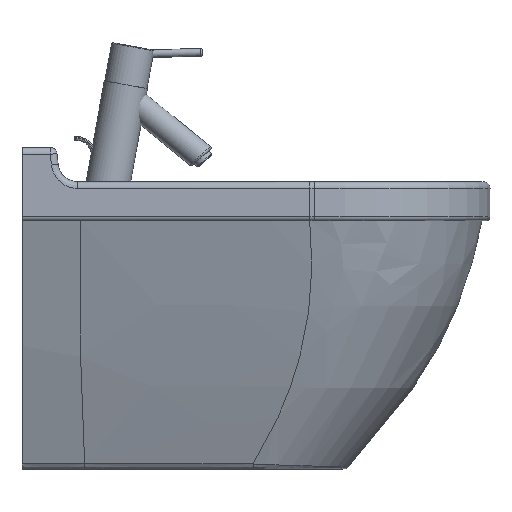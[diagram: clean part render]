
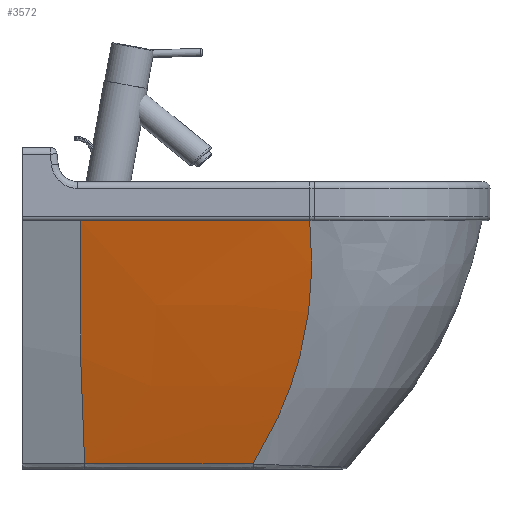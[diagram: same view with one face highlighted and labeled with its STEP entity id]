
A CAD part, front view. The second image highlights one B-rep face of the part: STEP entity #3572.
In plain terms, the highlighted free-form (B-spline) face has degree [3, 3] with [4, 4] control points.
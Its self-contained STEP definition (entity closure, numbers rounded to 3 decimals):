
#2598=CARTESIAN_POINT('',(378.252,-52.31,-289.652));
#2599=VERTEX_POINT('',#2598);
#2622=CARTESIAN_POINT('',(378.252,-52.309,-289.652));
#2623=VERTEX_POINT('',#2622);
#2624=CARTESIAN_POINT('',(378.252,-52.31,-289.652));
#2625=CARTESIAN_POINT('',(378.252,-52.31,-289.652));
#2626=CARTESIAN_POINT('',(378.252,-52.31,-289.652));
#2627=CARTESIAN_POINT('',(378.252,-52.309,-289.652));
#2628=B_SPLINE_CURVE_WITH_KNOTS('',3,(#2624,#2625,#2626,#2627),.UNSPECIFIED.,.F.,.U.,(4,4),(0.,0.0),.UNSPECIFIED.);
#2629=EDGE_CURVE('',#2599,#2623,#2628,.T.);
#2707=CARTESIAN_POINT('',(205.384,-52.127,-289.677));
#2708=VERTEX_POINT('',#2707);
#2719=CARTESIAN_POINT('',(378.252,-52.31,-289.652));
#2720=VERTEX_POINT('',#2719);
#2721=CARTESIAN_POINT('',(205.384,-52.127,-289.677));
#2722=CARTESIAN_POINT('',(263.007,-52.188,-289.669));
#2723=CARTESIAN_POINT('',(320.629,-52.249,-289.66));
#2724=CARTESIAN_POINT('',(378.252,-52.31,-289.652));
#2725=B_SPLINE_CURVE_WITH_KNOTS('',3,(#2721,#2722,#2723,#2724),.UNSPECIFIED.,.F.,.U.,(4,4),(-17.287,0.),.UNSPECIFIED.);
#2726=EDGE_CURVE('',#2708,#2720,#2725,.T.);
#2728=CARTESIAN_POINT('',(378.252,-52.31,-289.652));
#2729=CARTESIAN_POINT('',(378.252,-52.31,-289.652));
#2730=CARTESIAN_POINT('',(378.252,-52.31,-289.652));
#2731=CARTESIAN_POINT('',(378.252,-52.31,-289.652));
#2732=B_SPLINE_CURVE_WITH_KNOTS('',3,(#2728,#2729,#2730,#2731),.UNSPECIFIED.,.F.,.U.,(4,4),(0.,0.),.UNSPECIFIED.);
#2733=EDGE_CURVE('',#2599,#2720,#2732,.T.);
#3234=CARTESIAN_POINT('',(382.375,-16.416,-180.));
#3235=VERTEX_POINT('',#3234);
#3236=CARTESIAN_POINT('',(378.252,-52.309,-289.652));
#3237=CARTESIAN_POINT('',(380.25,-39.833,-254.136));
#3238=CARTESIAN_POINT('',(381.625,-27.869,-217.586));
#3239=CARTESIAN_POINT('',(382.375,-16.416,-180.));
#3240=B_SPLINE_CURVE_WITH_KNOTS('',3,(#3236,#3237,#3238,#3239),.UNSPECIFIED.,.F.,.U.,(4,4),(0.115,0.517),.UNSPECIFIED.);
#3241=EDGE_CURVE('',#2623,#3235,#3240,.T.);
#3243=CARTESIAN_POINT('',(382.375,22.657,-40.));
#3244=VERTEX_POINT('',#3243);
#3245=CARTESIAN_POINT('',(382.375,-16.416,-180.));
#3246=CARTESIAN_POINT('',(383.277,-2.652,-134.829));
#3247=CARTESIAN_POINT('',(383.277,10.372,-88.162));
#3248=CARTESIAN_POINT('',(382.375,22.657,-40.0));
#3249=B_SPLINE_CURVE_WITH_KNOTS('',3,(#3245,#3246,#3247,#3248),.UNSPECIFIED.,.F.,.U.,(4,4),(0.517,1.0),.UNSPECIFIED.);
#3250=EDGE_CURVE('',#3235,#3244,#3249,.T.);
#3514=CARTESIAN_POINT('',(205.384,-52.127,-289.677));
#3515=CARTESIAN_POINT('',(263.006,-52.191,-289.677));
#3516=CARTESIAN_POINT('',(320.628,-52.255,-289.677));
#3517=CARTESIAN_POINT('',(378.25,-52.318,-289.677));
#3518=CARTESIAN_POINT('',(157.432,-24.304,-211.471));
#3519=CARTESIAN_POINT('',(232.505,-24.484,-211.471));
#3520=CARTESIAN_POINT('',(307.579,-24.664,-211.471));
#3521=CARTESIAN_POINT('',(382.652,-24.844,-211.471));
#3522=CARTESIAN_POINT('',(138.104,-0.04,-128.245));
#3523=CARTESIAN_POINT('',(220.078,0.023,-128.245));
#3524=CARTESIAN_POINT('',(302.053,0.085,-128.245));
#3525=CARTESIAN_POINT('',(384.027,0.148,-128.245));
#3526=CARTESIAN_POINT('',(147.401,20.666,-40.));
#3527=CARTESIAN_POINT('',(225.726,21.33,-40.));
#3528=CARTESIAN_POINT('',(304.05,21.994,-40.));
#3529=CARTESIAN_POINT('',(382.375,22.657,-40.));
#3530=B_SPLINE_SURFACE_WITH_KNOTS('',3,3,((#3514,#3518,#3522,#3526),(#3515,#3519,#3523,#3527),(#3516,#3520,#3524,#3528),(#3517,#3521,#3525,#3529)),.UNSPECIFIED.,.F.,.F.,.U.,(4,4),(4,4),(0.0,1.),(0.115,1.0),.UNSPECIFIED.);
#3531=ORIENTED_EDGE('',*,*,#2726,.F.);
#3532=CARTESIAN_POINT('',(157.758,-16.416,-180.));
#3533=VERTEX_POINT('',#3532);
#3534=CARTESIAN_POINT('',(205.384,-52.127,-289.677));
#3535=CARTESIAN_POINT('',(183.603,-39.489,-254.154));
#3536=CARTESIAN_POINT('',(167.727,-27.586,-217.595));
#3537=CARTESIAN_POINT('',(157.758,-16.416,-180.));
#3538=B_SPLINE_CURVE_WITH_KNOTS('',3,(#3534,#3535,#3536,#3537),.UNSPECIFIED.,.F.,.U.,(4,4),(0.115,0.517),.UNSPECIFIED.);
#3539=EDGE_CURVE('',#2708,#3533,#3538,.T.);
#3540=ORIENTED_EDGE('',*,*,#3539,.T.);
#3541=CARTESIAN_POINT('',(147.401,20.666,-40.));
#3542=VERTEX_POINT('',#3541);
#3543=CARTESIAN_POINT('',(157.758,-16.416,-180.));
#3544=CARTESIAN_POINT('',(145.779,-2.995,-134.829));
#3545=CARTESIAN_POINT('',(142.327,9.365,-88.162));
#3546=CARTESIAN_POINT('',(147.401,20.666,-40.));
#3547=B_SPLINE_CURVE_WITH_KNOTS('',3,(#3543,#3544,#3545,#3546),.UNSPECIFIED.,.F.,.U.,(4,4),(0.517,1.0),.UNSPECIFIED.);
#3548=EDGE_CURVE('',#3533,#3542,#3547,.T.);
#3549=ORIENTED_EDGE('',*,*,#3548,.T.);
#3550=CARTESIAN_POINT('',(187.718,21.008,-40.));
#3551=VERTEX_POINT('',#3550);
#3552=CARTESIAN_POINT('',(187.718,21.008,-40.));
#3553=CARTESIAN_POINT('',(174.279,20.894,-40.));
#3554=CARTESIAN_POINT('',(160.84,20.78,-40.));
#3555=CARTESIAN_POINT('',(147.401,20.666,-40.));
#3556=B_SPLINE_CURVE_WITH_KNOTS('',3,(#3552,#3553,#3554,#3555),.UNSPECIFIED.,.F.,.U.,(4,4),(-0.172,0.0),.UNSPECIFIED.);
#3557=EDGE_CURVE('',#3551,#3542,#3556,.T.);
#3558=ORIENTED_EDGE('',*,*,#3557,.F.);
#3559=CARTESIAN_POINT('',(382.375,22.657,-40.));
#3560=CARTESIAN_POINT('',(317.489,22.108,-40.));
#3561=CARTESIAN_POINT('',(252.604,21.558,-40.));
#3562=CARTESIAN_POINT('',(187.718,21.008,-40.));
#3563=B_SPLINE_CURVE_WITH_KNOTS('',3,(#3559,#3560,#3561,#3562),.UNSPECIFIED.,.F.,.U.,(4,4),(-1.0,-0.172),.UNSPECIFIED.);
#3564=EDGE_CURVE('',#3244,#3551,#3563,.T.);
#3565=ORIENTED_EDGE('',*,*,#3564,.F.);
#3566=ORIENTED_EDGE('',*,*,#3250,.F.);
#3567=ORIENTED_EDGE('',*,*,#3241,.F.);
#3568=ORIENTED_EDGE('',*,*,#2629,.F.);
#3569=ORIENTED_EDGE('',*,*,#2733,.T.);
#3570=EDGE_LOOP('',(#3531,#3540,#3549,#3558,#3565,#3566,#3567,#3568,#3569));
#3571=FACE_OUTER_BOUND('',#3570,.T.);
#3572=ADVANCED_FACE('',(#3571),#3530,.F.);
